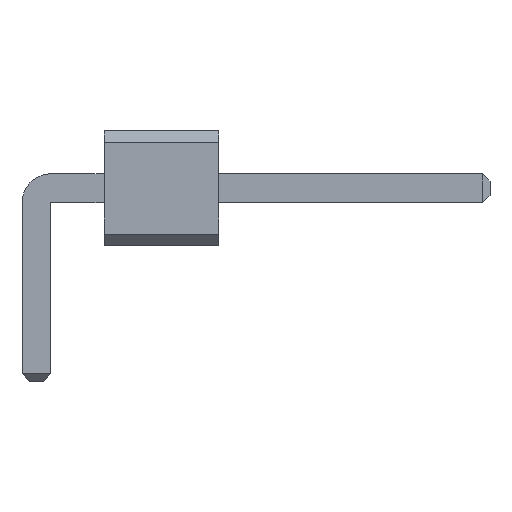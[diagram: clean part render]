
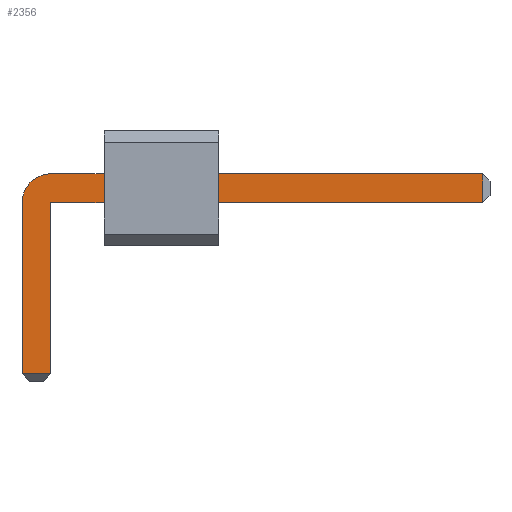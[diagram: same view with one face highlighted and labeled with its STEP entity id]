
A CAD part, front view. The second image highlights one B-rep face of the part: STEP entity #2356.
In plain terms, the highlighted planar face has unit normal (0, -1, 0).
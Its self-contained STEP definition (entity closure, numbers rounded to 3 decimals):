
#13=DIRECTION('',(0.,0.,1.));
#1012=VECTOR('',#13,1.);
#2156=VECTOR('',#2157,1.);
#2157=DIRECTION('',(1.,0.,0.));
#2163=VECTOR('',#2164,1.);
#2164=DIRECTION('',(0.,0.,-1.));
#2171=VECTOR('',#2172,1.);
#2172=DIRECTION('',(-1.,0.,0.));
#2193=DIRECTION('',(-0.,1.,0.));
#2197=DIRECTION('',(0.,1.,0.));
#2198=DIRECTION('',(1.,0.,0.));
#2205=VERTEX_POINT('',#2206);
#2206=CARTESIAN_POINT('',(0.32,-40.96,1.59));
#2208=ORIENTED_EDGE('',*,*,#2209,.T.);
#2209=EDGE_CURVE('',#2205,#2210,#2212,.T.);
#2210=VERTEX_POINT('',#2211);
#2211=CARTESIAN_POINT('',(9.88,-40.96,1.59));
#2212=LINE('',#2213,#2156);
#2213=CARTESIAN_POINT('',(-0.32,-40.96,1.59));
#2251=EDGE_CURVE('',#2252,#2205,#2254,.T.);
#2252=VERTEX_POINT('',#2253);
#2253=CARTESIAN_POINT('',(-0.32,-40.96,0.95));
#2254=CIRCLE('',#2255,0.64);
#2255=AXIS2_PLACEMENT_3D('',#2256,#2193,#2164);
#2256=CARTESIAN_POINT('',(0.32,-40.96,0.95));
#2268=VERTEX_POINT('',#2269);
#2269=CARTESIAN_POINT('',(9.88,-40.96,0.95));
#2271=ORIENTED_EDGE('',*,*,#2272,.T.);
#2272=EDGE_CURVE('',#2268,#2273,#2274,.T.);
#2273=VERTEX_POINT('',#2256);
#2274=LINE('',#2275,#2171);
#2275=CARTESIAN_POINT('',(10.04,-40.96,0.95));
#2287=VERTEX_POINT('',#2288);
#2288=CARTESIAN_POINT('',(-0.32,-40.96,-2.84));
#2290=ORIENTED_EDGE('',*,*,#2291,.T.);
#2291=EDGE_CURVE('',#2287,#2252,#2292,.T.);
#2292=LINE('',#2293,#1012);
#2293=CARTESIAN_POINT('',(-0.32,-40.96,-3.));
#2301=ORIENTED_EDGE('',*,*,#2302,.T.);
#2302=EDGE_CURVE('',#2273,#2303,#2305,.T.);
#2303=VERTEX_POINT('',#2304);
#2304=CARTESIAN_POINT('',(0.32,-40.96,-2.84));
#2305=LINE('',#2256,#2163);
#2356=ADVANCED_FACE('',(#2357),#2366,.F.);
#2357=FACE_BOUND('',#2358,.F.);
#2358=EDGE_LOOP('',(#2208,#2359,#2271,#2301,#2362,#2290,#2365));
#2359=ORIENTED_EDGE('',*,*,#2360,.T.);
#2360=EDGE_CURVE('',#2210,#2268,#2361,.T.);
#2361=LINE('',#2211,#2163);
#2362=ORIENTED_EDGE('',*,*,#2363,.T.);
#2363=EDGE_CURVE('',#2303,#2287,#2364,.T.);
#2364=LINE('',#2304,#2171);
#2365=ORIENTED_EDGE('',*,*,#2251,.T.);
#2366=PLANE('',#2367);
#2367=AXIS2_PLACEMENT_3D('',#2368,#2197,#2198);
#2368=CARTESIAN_POINT('',(3.576,-40.96,0.579));
